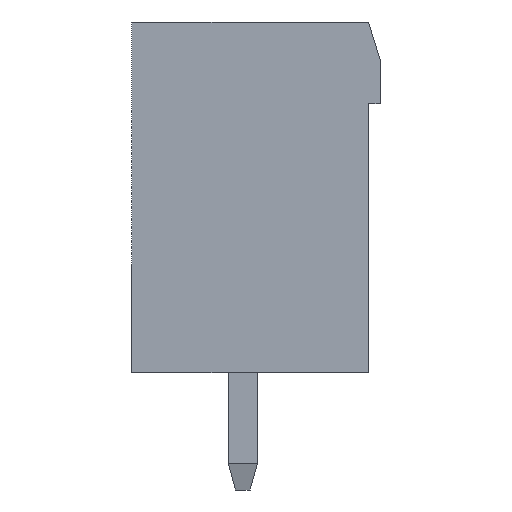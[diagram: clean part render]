
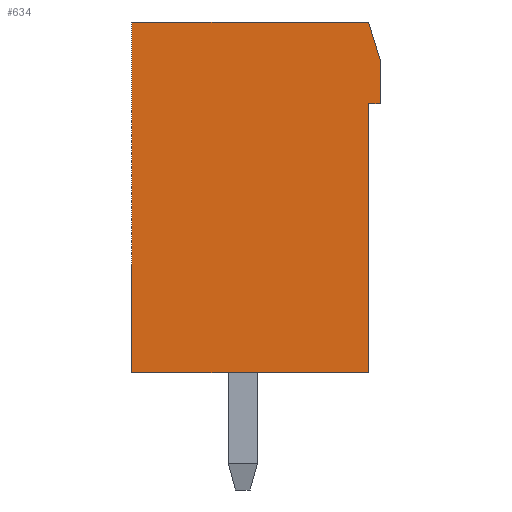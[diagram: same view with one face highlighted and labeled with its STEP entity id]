
A CAD part, left-side view. The second image highlights one B-rep face of the part: STEP entity #634.
In plain terms, the highlighted planar face has unit normal (-1, 0, 0).
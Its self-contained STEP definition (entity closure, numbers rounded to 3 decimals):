
#634 = ADVANCED_FACE( '', ( #1417 ), #1418, .T. );
#1417 = FACE_OUTER_BOUND( '', #2411, .T. );
#1418 = PLANE( '', #2412 );
#2411 = EDGE_LOOP( '', ( #3915, #3916, #3917, #3918, #3919, #3920, #3921 ) );
#2412 = AXIS2_PLACEMENT_3D( '', #3922, #3923, #3924 );
#3915 = ORIENTED_EDGE( '', *, *, #6549, .T. );
#3916 = ORIENTED_EDGE( '', *, *, #6515, .T. );
#3917 = ORIENTED_EDGE( '', *, *, #6161, .T. );
#3918 = ORIENTED_EDGE( '', *, *, #6550, .T. );
#3919 = ORIENTED_EDGE( '', *, *, #6311, .T. );
#3920 = ORIENTED_EDGE( '', *, *, #6551, .T. );
#3921 = ORIENTED_EDGE( '', *, *, #6552, .T. );
#3922 = CARTESIAN_POINT( '', ( -22.86, 0., 0. ) );
#3923 = DIRECTION( '', ( -1., 0., 0. ) );
#3924 = DIRECTION( '', ( 0., 0., 1. ) );
#6161 = EDGE_CURVE( '', #7397, #7398, #7399, .T. );
#6311 = EDGE_CURVE( '', #7659, #7660, #7661, .T. );
#6515 = EDGE_CURVE( '', #8003, #7397, #8004, .T. );
#6549 = EDGE_CURVE( '', #8061, #8003, #8062, .T. );
#6550 = EDGE_CURVE( '', #7398, #7659, #8063, .T. );
#6551 = EDGE_CURVE( '', #7660, #8064, #8065, .T. );
#6552 = EDGE_CURVE( '', #8064, #8061, #8066, .T. );
#7397 = VERTEX_POINT( '', #9199 );
#7398 = VERTEX_POINT( '', #9200 );
#7399 = LINE( '', #9201, #9202 );
#7659 = VERTEX_POINT( '', #9624 );
#7660 = VERTEX_POINT( '', #9625 );
#7661 = LINE( '', #9626, #9627 );
#8003 = VERTEX_POINT( '', #10113 );
#8004 = LINE( '', #10114, #10115 );
#8061 = VERTEX_POINT( '', #10197 );
#8062 = LINE( '', #10198, #10199 );
#8063 = LINE( '', #10200, #10201 );
#8064 = VERTEX_POINT( '', #10202 );
#8065 = LINE( '', #10203, #10204 );
#8066 = LINE( '', #10205, #10206 );
#9199 = CARTESIAN_POINT( '', ( -22.86, 4.05, 6. ) );
#9200 = CARTESIAN_POINT( '', ( -22.86, 4.05, -6. ) );
#9201 = CARTESIAN_POINT( '', ( -22.86, 4.05, 6. ) );
#9202 = VECTOR( '', #11790, 1000. );
#9624 = CARTESIAN_POINT( '', ( -22.86, -4.05, -6. ) );
#9625 = CARTESIAN_POINT( '', ( -22.86, -4.05, 3.2 ) );
#9626 = CARTESIAN_POINT( '', ( -22.86, -4.05, -6. ) );
#9627 = VECTOR( '', #11914, 1000. );
#10113 = CARTESIAN_POINT( '', ( -22.86, -4.05, 6. ) );
#10114 = CARTESIAN_POINT( '', ( -22.86, -4.05, 6. ) );
#10115 = VECTOR( '', #12119, 1000. );
#10197 = CARTESIAN_POINT( '', ( -22.86, -4.45, 4.7 ) );
#10198 = CARTESIAN_POINT( '', ( -22.86, -4.45, 4.7 ) );
#10199 = VECTOR( '', #12154, 1000. );
#10200 = CARTESIAN_POINT( '', ( -22.86, 4.05, -6. ) );
#10201 = VECTOR( '', #12155, 1000. );
#10202 = CARTESIAN_POINT( '', ( -22.86, -4.45, 3.2 ) );
#10203 = CARTESIAN_POINT( '', ( -22.86, -4.05, 3.2 ) );
#10204 = VECTOR( '', #12156, 1000. );
#10205 = CARTESIAN_POINT( '', ( -22.86, -4.45, 3.2 ) );
#10206 = VECTOR( '', #12157, 1000. );
#11790 = DIRECTION( '', ( 0., 0., -1. ) );
#11914 = DIRECTION( '', ( 0., 0., 1. ) );
#12119 = DIRECTION( '', ( 0., 1., 0. ) );
#12154 = DIRECTION( '', ( 0., 0.294, 0.956 ) );
#12155 = DIRECTION( '', ( 0., -1., 0. ) );
#12156 = DIRECTION( '', ( 0., -1., 0. ) );
#12157 = DIRECTION( '', ( 0., 0., 1. ) );
